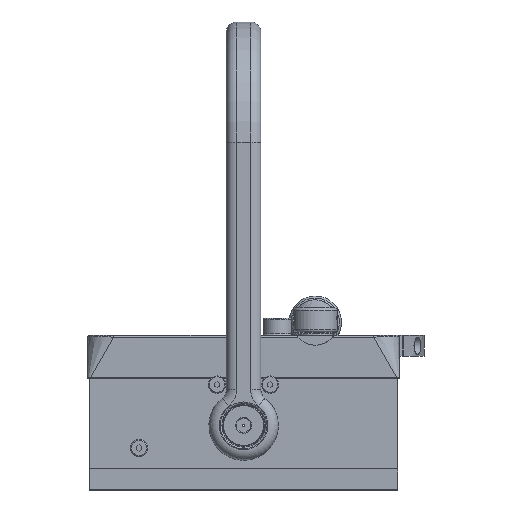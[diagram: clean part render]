
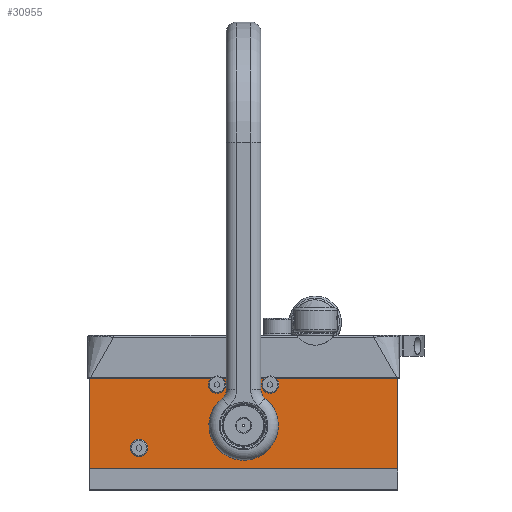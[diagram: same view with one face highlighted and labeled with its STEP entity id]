
A CAD part, top view. The second image highlights one B-rep face of the part: STEP entity #30955.
In plain terms, the highlighted planar face has unit normal (0, 0, 1).
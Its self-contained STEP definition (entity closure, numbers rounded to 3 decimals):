
#569=FACE_BOUND($,#4842,.T.);
#570=FACE_BOUND($,#4843,.T.);
#571=FACE_BOUND($,#4844,.T.);
#572=FACE_BOUND($,#4845,.T.);
#1201=CIRCLE($,#32074,2.5);
#1202=CIRCLE($,#32075,2.5);
#1203=CIRCLE($,#32076,2.5);
#1204=CIRCLE($,#32077,2.5);
#1205=CIRCLE($,#32078,6.);
#1206=CIRCLE($,#32079,6.);
#1207=CIRCLE($,#32080,2.5);
#1208=CIRCLE($,#32081,2.5);
#1928=PLANE($,#32073);
#3673=FACE_OUTER_BOUND($,#4841,.T.);
#4841=EDGE_LOOP($,(#24401,#24402,#24403,#24404));
#4842=EDGE_LOOP($,(#24405,#24406));
#4843=EDGE_LOOP($,(#24407,#24408));
#4844=EDGE_LOOP($,(#24409,#24410));
#4845=EDGE_LOOP($,(#24411,#24412));
#6275=LINE($,#48916,#9952);
#6278=LINE($,#48981,#9955);
#6279=LINE($,#48983,#9956);
#6280=LINE($,#48984,#9957);
#9952=VECTOR($,#33964,177.5);
#9955=VECTOR($,#34029,52.);
#9956=VECTOR($,#34030,177.5);
#9957=VECTOR($,#34031,52.);
#14261=VERTEX_POINT($,#48914);
#14262=VERTEX_POINT($,#48915);
#14293=VERTEX_POINT($,#48980);
#14294=VERTEX_POINT($,#48982);
#14295=VERTEX_POINT($,#48985);
#14296=VERTEX_POINT($,#48986);
#14297=VERTEX_POINT($,#48989);
#14298=VERTEX_POINT($,#48990);
#14299=VERTEX_POINT($,#48993);
#14300=VERTEX_POINT($,#48994);
#14301=VERTEX_POINT($,#48997);
#14302=VERTEX_POINT($,#48998);
#18666=EDGE_CURVE($,#14261,#14262,#6275,.T.);
#18699=EDGE_CURVE($,#14261,#14293,#6278,.T.);
#18700=EDGE_CURVE($,#14293,#14294,#6279,.T.);
#18701=EDGE_CURVE($,#14262,#14294,#6280,.T.);
#18702=EDGE_CURVE($,#14295,#14296,#1201,.T.);
#18703=EDGE_CURVE($,#14296,#14295,#1202,.T.);
#18704=EDGE_CURVE($,#14297,#14298,#1203,.T.);
#18705=EDGE_CURVE($,#14298,#14297,#1204,.T.);
#18706=EDGE_CURVE($,#14299,#14300,#1205,.T.);
#18707=EDGE_CURVE($,#14300,#14299,#1206,.T.);
#18708=EDGE_CURVE($,#14301,#14302,#1207,.T.);
#18709=EDGE_CURVE($,#14302,#14301,#1208,.T.);
#24401=ORIENTED_EDGE($,*,*,#18699,.T.);
#24402=ORIENTED_EDGE($,*,*,#18700,.T.);
#24403=ORIENTED_EDGE($,*,*,#18701,.F.);
#24404=ORIENTED_EDGE($,*,*,#18666,.F.);
#24405=ORIENTED_EDGE($,*,*,#18702,.F.);
#24406=ORIENTED_EDGE($,*,*,#18703,.F.);
#24407=ORIENTED_EDGE($,*,*,#18704,.F.);
#24408=ORIENTED_EDGE($,*,*,#18705,.F.);
#24409=ORIENTED_EDGE($,*,*,#18706,.F.);
#24410=ORIENTED_EDGE($,*,*,#18707,.F.);
#24411=ORIENTED_EDGE($,*,*,#18708,.F.);
#24412=ORIENTED_EDGE($,*,*,#18709,.F.);
#30955=ADVANCED_FACE($,(#3673,#569,#570,#571,#572),#1928,.F.);
#32073=AXIS2_PLACEMENT_3D($,#48979,#34027,#34028);
#32074=AXIS2_PLACEMENT_3D($,#48987,#34032,#34033);
#32075=AXIS2_PLACEMENT_3D($,#48988,#34034,#34035);
#32076=AXIS2_PLACEMENT_3D($,#48991,#34036,#34037);
#32077=AXIS2_PLACEMENT_3D($,#48992,#34038,#34039);
#32078=AXIS2_PLACEMENT_3D($,#48995,#34040,#34041);
#32079=AXIS2_PLACEMENT_3D($,#48996,#34042,#34043);
#32080=AXIS2_PLACEMENT_3D($,#48999,#34044,#34045);
#32081=AXIS2_PLACEMENT_3D($,#49000,#34046,#34047);
#33964=DIRECTION($,(1.,0.,0.));
#34027=DIRECTION('center_axis',(0.,0.,-1.));
#34028=DIRECTION('ref_axis',(-1.,0.,0.));
#34029=DIRECTION($,(0.,-1.,0.));
#34030=DIRECTION($,(1.,0.,0.));
#34031=DIRECTION($,(0.,-1.,0.));
#34032=DIRECTION('center_axis',(0.,0.,1.));
#34033=DIRECTION('ref_axis',(1.,0.,0.));
#34034=DIRECTION('center_axis',(0.,0.,1.));
#34035=DIRECTION('ref_axis',(1.,0.,0.));
#34036=DIRECTION('center_axis',(0.,0.,1.));
#34037=DIRECTION('ref_axis',(1.,0.,0.));
#34038=DIRECTION('center_axis',(0.,0.,1.));
#34039=DIRECTION('ref_axis',(1.,0.,0.));
#34040=DIRECTION('center_axis',(0.,0.,1.));
#34041=DIRECTION('ref_axis',(1.,0.,0.));
#34042=DIRECTION('center_axis',(0.,0.,1.));
#34043=DIRECTION('ref_axis',(1.,0.,0.));
#34044=DIRECTION('center_axis',(0.,0.,1.));
#34045=DIRECTION('ref_axis',(1.,0.,0.));
#34046=DIRECTION('center_axis',(0.,0.,1.));
#34047=DIRECTION('ref_axis',(1.,0.,0.));
#48914=CARTESIAN_POINT('',(-177.5,0.,0.));
#48915=CARTESIAN_POINT('',(0.,0.,0.));
#48916=CARTESIAN_POINT($,(-177.5,0.,0.));
#48979=CARTESIAN_POINT('Origin',(-88.75,0.,0.));
#48980=CARTESIAN_POINT('',(-177.5,-52.,0.));
#48981=CARTESIAN_POINT($,(-177.5,0.,0.));
#48982=CARTESIAN_POINT('',(0.,-52.,0.));
#48983=CARTESIAN_POINT($,(-177.5,-52.,0.));
#48984=CARTESIAN_POINT($,(0.,0.,0.));
#48985=CARTESIAN_POINT('',(-101.55,-3.5,0.));
#48986=CARTESIAN_POINT('',(-106.55,-3.5,0.));
#48987=CARTESIAN_POINT('Origin',(-104.05,-3.5,0.));
#48988=CARTESIAN_POINT('Origin',(-104.05,-3.5,0.));
#48989=CARTESIAN_POINT('',(-146.5,-40.,0.));
#48990=CARTESIAN_POINT('',(-151.5,-40.,0.));
#48991=CARTESIAN_POINT('Origin',(-149.,-40.,0.));
#48992=CARTESIAN_POINT('Origin',(-149.,-40.,0.));
#48993=CARTESIAN_POINT('',(-82.75,-27.,0.));
#48994=CARTESIAN_POINT('',(-94.75,-27.,0.));
#48995=CARTESIAN_POINT('Origin',(-88.75,-27.,0.));
#48996=CARTESIAN_POINT('Origin',(-88.75,-27.,0.));
#48997=CARTESIAN_POINT('',(-70.95,-3.5,0.));
#48998=CARTESIAN_POINT('',(-75.95,-3.5,0.));
#48999=CARTESIAN_POINT('Origin',(-73.45,-3.5,0.));
#49000=CARTESIAN_POINT('Origin',(-73.45,-3.5,0.));
